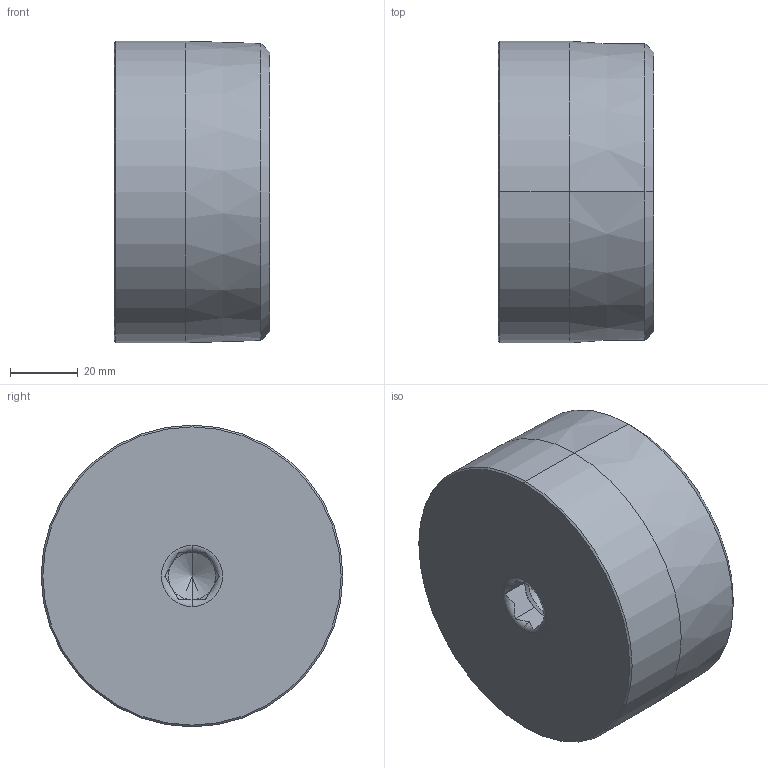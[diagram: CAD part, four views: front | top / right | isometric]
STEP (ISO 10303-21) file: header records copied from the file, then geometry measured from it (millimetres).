
FILE_DESCRIPTION (( 'STEP AP203' ), '1' );
FILE_NAME ('747DAT8.STEP', '2016-09-28T08:09:31', ( '' ), ( '' ), 'SwSTEP 2.0', 'SolidWorks 2014', '' );
FILE_SCHEMA (( 'CONFIG_CONTROL_DESIGN' ));
Length unit declared in the file: millimetre
Products named in the file (1): 747DAT8
Bounding box: 46 x 89.1 x 89.1 mm (x, y, z)
Volume: 212823.5 mm3; surface area: 29358 mm2
Topology: 1 solids, 1 shells, 40 faces, 92 edges, 54 vertices
Faces by surface type: cone 17, plane 15, cylinder 6, torus 2
Entity records: 1300 total; most frequent: CARTESIAN_POINT 340, DIRECTION 189, ORIENTED_EDGE 180, EDGE_CURVE 90, AXIS2_PLACEMENT_3D 77, VERTEX_POINT 54, EDGE_LOOP 42, FACE_OUTER_BOUND 40
